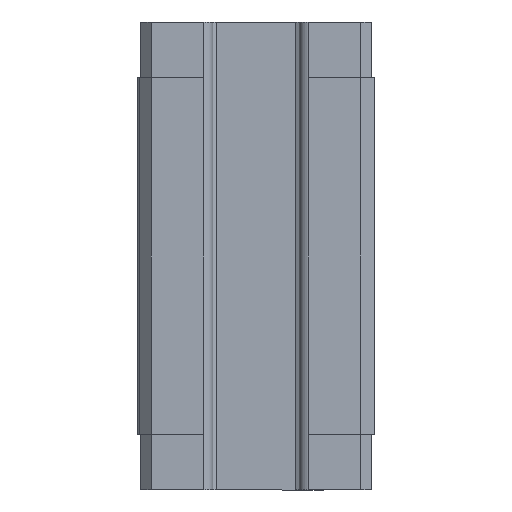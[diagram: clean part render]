
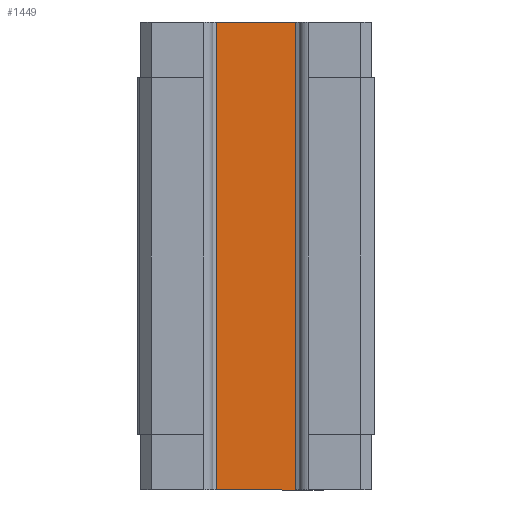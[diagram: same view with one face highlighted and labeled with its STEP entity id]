
A CAD part, front view. The second image highlights one B-rep face of the part: STEP entity #1449.
In plain terms, the highlighted planar face has unit normal (0, -1, 0).
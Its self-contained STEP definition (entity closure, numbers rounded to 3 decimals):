
#1449 = ADVANCED_FACE ( 'NONE', ( #5891 ), #5466, .F. ) ;
#1770 = EDGE_CURVE ( 'NONE', #10125, #10124, #7610, .T. ) ;
#1785 = EDGE_CURVE ( 'NONE', #10131, #10125, #7630, .T. ) ;
#1790 = EDGE_CURVE ( 'NONE', #10130, #10131, #7646, .T. ) ;
#1794 = EDGE_CURVE ( 'NONE', #10130, #10124, #7651, .T. ) ;
#2060 = ORIENTED_EDGE ( 'NONE', *, *, #1794, .T. ) ;
#2061 = ORIENTED_EDGE ( 'NONE', *, *, #1770, .F. ) ;
#2062 = ORIENTED_EDGE ( 'NONE', *, *, #1785, .F. ) ;
#2063 = ORIENTED_EDGE ( 'NONE', *, *, #1790, .F. ) ;
#3173 = EDGE_LOOP ( 'NONE', ( #2060, #2061, #2062, #2063 ) ) ;
#4268 = AXIS2_PLACEMENT_3D ( 'NONE', #5469, #5475, #5476 ) ;
#5466 = PLANE ( 'NONE',  #4268 ) ;
#5469 = CARTESIAN_POINT ( 'NONE',  ( 15.68, -15.85, 83.1 ) ) ;
#5475 = DIRECTION ( 'NONE',  ( 0., 1., 0. ) ) ;
#5476 = DIRECTION ( 'NONE',  ( 0., 0., 1. ) ) ;
#5891 = FACE_OUTER_BOUND ( 'NONE', #3173, .T. ) ;
#6958 = CARTESIAN_POINT ( 'NONE',  ( 15.68, -15.85, 83.1 ) ) ;
#6959 = DIRECTION ( 'NONE',  ( 0., 0., -1. ) ) ;
#6993 = CARTESIAN_POINT ( 'NONE',  ( 0., -15.85, 69.25 ) ) ;
#6994 = DIRECTION ( 'NONE',  ( 1., 0., 0. ) ) ;
#7003 = CARTESIAN_POINT ( 'NONE',  ( 0., -15.85, -69.25 ) ) ;
#7004 = CARTESIAN_POINT ( 'NONE',  ( -15.68, -15.85, 83.1 ) ) ;
#7005 = DIRECTION ( 'NONE',  ( 0., 0., 1. ) ) ;
#7014 = DIRECTION ( 'NONE',  ( 1., 0., 0. ) ) ;
#7610 = LINE ( 'NONE', #6958, #7611 ) ;
#7611 = VECTOR ( 'NONE', #6959, 1000. ) ;
#7630 = LINE ( 'NONE', #6993, #7634 ) ;
#7634 = VECTOR ( 'NONE', #6994, 1000. ) ;
#7646 = LINE ( 'NONE', #7004, #7647 ) ;
#7647 = VECTOR ( 'NONE', #7005, 1000. ) ;
#7651 = LINE ( 'NONE', #7003, #7653 ) ;
#7653 = VECTOR ( 'NONE', #7014, 1000. ) ;
#8480 = CARTESIAN_POINT ( 'NONE',  ( 15.68, -15.85, -69.25 ) ) ;
#8481 = CARTESIAN_POINT ( 'NONE',  ( 15.68, -15.85, 69.25 ) ) ;
#8486 = CARTESIAN_POINT ( 'NONE',  ( -15.68, -15.85, -69.25 ) ) ;
#8487 = CARTESIAN_POINT ( 'NONE',  ( -15.68, -15.85, 69.25 ) ) ;
#10124 = VERTEX_POINT ( 'NONE', #8480 ) ;
#10125 = VERTEX_POINT ( 'NONE', #8481 ) ;
#10130 = VERTEX_POINT ( 'NONE', #8486 ) ;
#10131 = VERTEX_POINT ( 'NONE', #8487 ) ;
